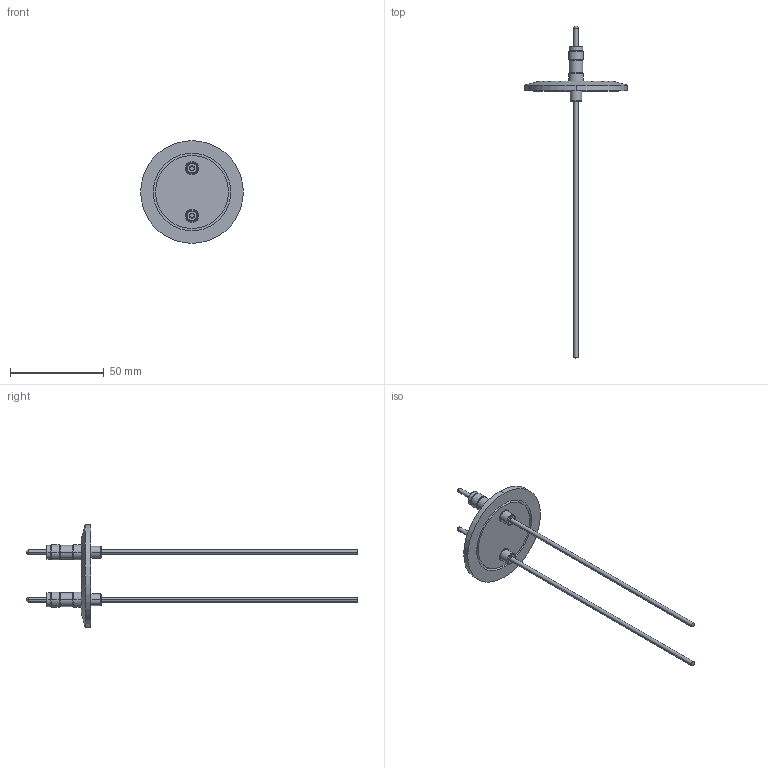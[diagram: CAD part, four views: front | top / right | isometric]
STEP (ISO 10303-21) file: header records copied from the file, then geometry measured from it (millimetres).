
FILE_DESCRIPTION (( 'STEP AP214' ), '1' );
FILE_NAME ('120XSP040-5-30-2.step', '2017-07-10T09:29:53', ( 'install' ), ( '' ), 'SwSTEP 2.0', 'SolidWorks 2015', '' );
FILE_SCHEMA (( 'AUTOMOTIVE_DESIGN' ));
Length unit declared in the file: inch
Products named in the file (1): 120XSP040-5-30-2
Bounding box: 54.86 x 177.29 x 54.86 mm (x, y, z)
Volume: 13454.7 mm3; surface area: 10809.6 mm2
Topology: 1 solids, 1 shells, 132 faces, 296 edges, 188 vertices
Faces by surface type: cylinder 66, cone 26, plane 24, bspline 16
Entity records: 3964 total; most frequent: CARTESIAN_POINT 893, DIRECTION 710, ORIENTED_EDGE 592, AXIS2_PLACEMENT_3D 309, EDGE_CURVE 296, CIRCLE 192, VERTEX_POINT 188, EDGE_LOOP 154
